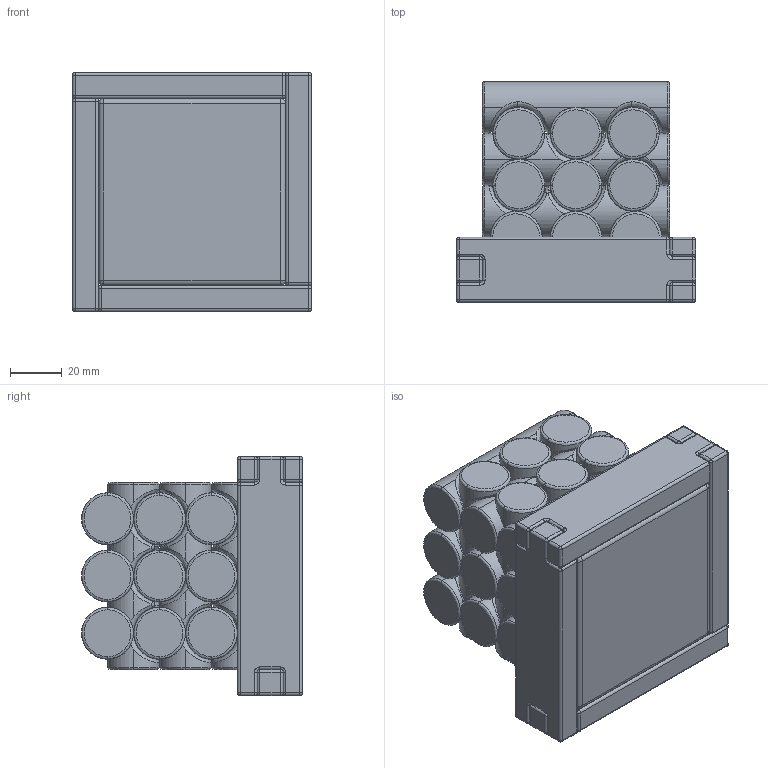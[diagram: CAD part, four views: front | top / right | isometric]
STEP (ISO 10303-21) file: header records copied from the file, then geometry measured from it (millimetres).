
FILE_DESCRIPTION (( 'STEP AP214' ), '1' );
FILE_NAME ('as4-Logs_Stack_faltanamesunique_without_interf.STEP', '2020-08-12T16:20:28', ( '' ), ( '' ), 'SwSTEP 2.0', 'SolidWorks 2016', '' );
FILE_SCHEMA (( 'AUTOMOTIVE_DESIGN' ));
Length unit declared in the file: millimetre
Products named in the file (9): Logs_Stack_(base); Logs_Stack_(2-slot-slot-space); as4-Logs_Stack_faltanamesunique_without_interf; Logs_Stack_(3-slot-slot-slot); Logs_Stack_(4-slot-invert-slot); Logs_Stack_(1-slot-space-slot); Logs_Stack_(5-slot-slot-invert-slot); Logs_Stack_(6-slot-invert-slot-invert-slot); Logs_Stack_(sides)
Assembly tree (23 placements, depth 2):
  as4-Logs_Stack_faltanamesunique_without_interf
    Logs_Stack_(1-slot-space-slot)  x3
    Logs_Stack_(2-slot-slot-space)  x3
    Logs_Stack_(3-slot-slot-slot)  x3
    Logs_Stack_(4-slot-invert-slot)  x3
    Logs_Stack_(5-slot-slot-invert-slot)  x3
    Logs_Stack_(6-slot-invert-slot-invert-slot)  x3
    Logs_Stack_(base)
    Logs_Stack_(sides)  x4
Bounding box: 92 x 84.97 x 92 mm (x, y, z)
Volume: 474419.8 mm3; surface area: 132480.4 mm2
Topology: 23 solids, 23 shells, 701 faces, 1641 edges, 914 vertices
Faces by surface type: cylinder 308, bspline 294, plane 99
Entity records: 22181 total; most frequent: CARTESIAN_POINT 14495, ORIENTED_EDGE 1118, DIRECTION 891, EDGE_CURVE 559, AXIS2_PLACEMENT_3D 367, VERTEX_POINT 326, ADVANCED_FACE 249, FACE_OUTER_BOUND 249
